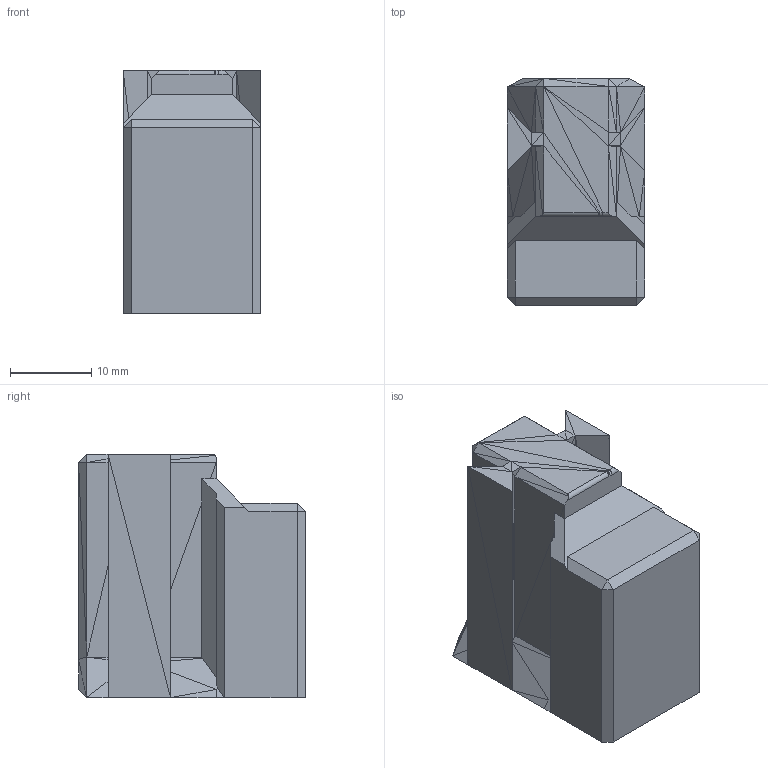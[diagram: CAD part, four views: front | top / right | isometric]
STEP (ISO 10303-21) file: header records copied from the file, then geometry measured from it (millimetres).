
FILE_DESCRIPTION(/* description */ (''),/* implementation_level */ '2;1');
FILE_NAME(/* name */ 'TukkariMount.step',/* time_stamp */ '2023-04-22T21:32:01+01:00',/* author */ (''),/* organization */ (''),/* preprocessor_version */ 'ST-DEVELOPER v19.2',/* originating_system */ 'Autodesk Translation Framework v12.4.0.73',/* authorisation */ '');
FILE_SCHEMA (('AUTOMOTIVE_DESIGN { 1 0 10303 214 3 1 1 }'));
Length unit declared in the file: millimetre
Products named in the file (1): MK3 Mounting Bracket
Bounding box: 17 x 28 x 30 mm (x, y, z)
Volume: 10579.7 mm3; surface area: 4116.1 mm2
Topology: 1 solids, 1 shells, 121 faces, 220 edges, 102 vertices
Faces by surface type: plane 114, cylinder 5, cone 1, bspline 1
Full cylindrical faces by diameter (mm): 7.1 x1
Entity records: 2791 total; most frequent: CARTESIAN_POINT 475, DIRECTION 468, ORIENTED_EDGE 442, EDGE_CURVE 221, LINE 208, VECTOR 208, AXIS2_PLACEMENT_3D 130, EDGE_LOOP 122
